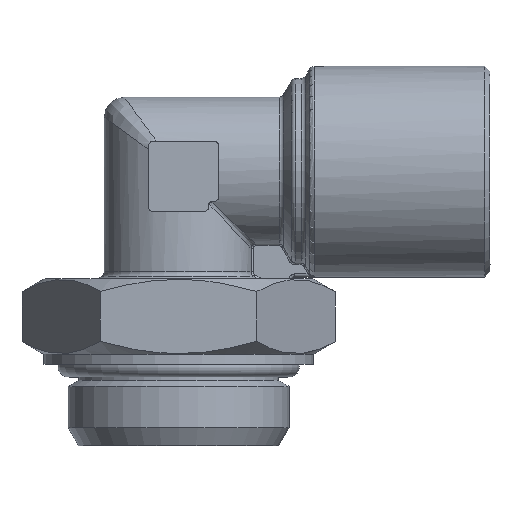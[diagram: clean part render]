
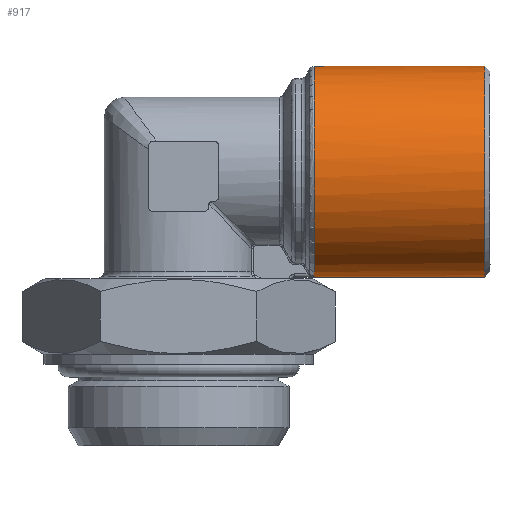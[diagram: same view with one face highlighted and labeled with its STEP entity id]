
A CAD part, top view. The second image highlights one B-rep face of the part: STEP entity #917.
In plain terms, the highlighted cylindrical face has radius 10.5 mm (diameter 21 mm), a full revolution.
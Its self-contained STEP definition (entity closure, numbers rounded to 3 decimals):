
#917 = ADVANCED_FACE( 'NONE', ( #2052, #2053 ), #2054, .T. );
#2052 = FACE_OUTER_BOUND( '', #5920, .T. );
#2053 = FACE_OUTER_BOUND( '', #5921, .T. );
#2054 = CYLINDRICAL_SURFACE( '', #5922, 10.5 );
#5920 = EDGE_LOOP( '', ( #10235, #10236, #10237 ) );
#5921 = EDGE_LOOP( '', ( #10238 ) );
#5922 = AXIS2_PLACEMENT_3D( '', #10239, #10240, #10241 );
#10235 = ORIENTED_EDGE( '', *, *, #12509, .F. );
#10236 = ORIENTED_EDGE( '', *, *, #12747, .F. );
#10237 = ORIENTED_EDGE( '', *, *, #12748, .F. );
#10238 = ORIENTED_EDGE( '', *, *, #12749, .T. );
#10239 = CARTESIAN_POINT( '', ( 0., 0., 0. ) );
#10240 = DIRECTION( '', ( 1., 0., 0. ) );
#10241 = DIRECTION( '', ( 0., -1., 0. ) );
#12509 = EDGE_CURVE( 'NONE', #14472, #13916, #14473, .T. );
#12747 = EDGE_CURVE( 'NONE', #14810, #14472, #14811, .T. );
#12748 = EDGE_CURVE( 'NONE', #13916, #14810, #14812, .T. );
#12749 = EDGE_CURVE( 'NONE', #14813, #14813, #14814, .T. );
#13916 = VERTEX_POINT( 'NONE', #17522 );
#14472 = VERTEX_POINT( 'NONE', #19648 );
#14473 = CIRCLE( '', #19649, 10.5 );
#14810 = VERTEX_POINT( 'NONE', #20827 );
#14811 = CIRCLE( '', #20828, 10.5 );
#14812 = CIRCLE( '', #20829, 10.5 );
#14813 = VERTEX_POINT( '', #20830 );
#14814 = CIRCLE( '', #20831, 10.5 );
#17522 = CARTESIAN_POINT( '', ( 13.499, -10.395, 1.481 ) );
#19648 = CARTESIAN_POINT( '', ( 13.499, -10.5, 0. ) );
#19649 = AXIS2_PLACEMENT_3D( '', #23043, #23044, #23045 );
#20827 = CARTESIAN_POINT( '', ( 13.499, -10.395, -1.481 ) );
#20828 = AXIS2_PLACEMENT_3D( '', #23184, #23185, #23186 );
#20829 = AXIS2_PLACEMENT_3D( '', #23187, #23188, #23189 );
#20830 = CARTESIAN_POINT( '', ( 30.5, 0., 10.5 ) );
#20831 = AXIS2_PLACEMENT_3D( '', #23190, #23191, #23192 );
#23043 = CARTESIAN_POINT( '', ( 13.499, 0., 0. ) );
#23044 = DIRECTION( '', ( -1., 0., 0. ) );
#23045 = DIRECTION( '', ( 0., -1., 0. ) );
#23184 = CARTESIAN_POINT( '', ( 13.499, 0., 0. ) );
#23185 = DIRECTION( '', ( -1., 0., 0. ) );
#23186 = DIRECTION( '', ( 0., -1., 0. ) );
#23187 = CARTESIAN_POINT( '', ( 13.499, 0., 0. ) );
#23188 = DIRECTION( '', ( -1., 0., 0. ) );
#23189 = DIRECTION( '', ( 0., -1., 0. ) );
#23190 = CARTESIAN_POINT( '', ( 30.5, 0., 0. ) );
#23191 = DIRECTION( '', ( -1., 0., 0. ) );
#23192 = DIRECTION( '', ( 0., 0., 1. ) );
